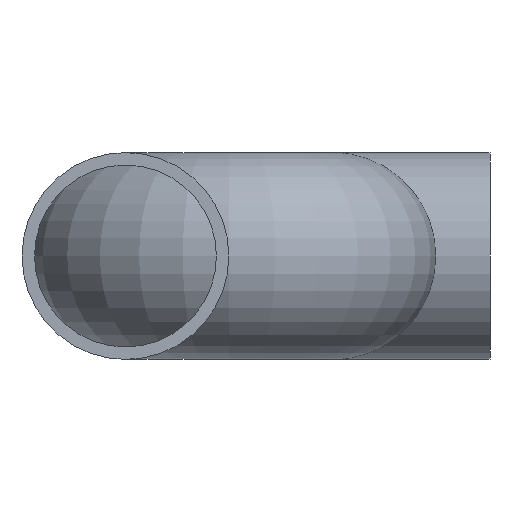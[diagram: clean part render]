
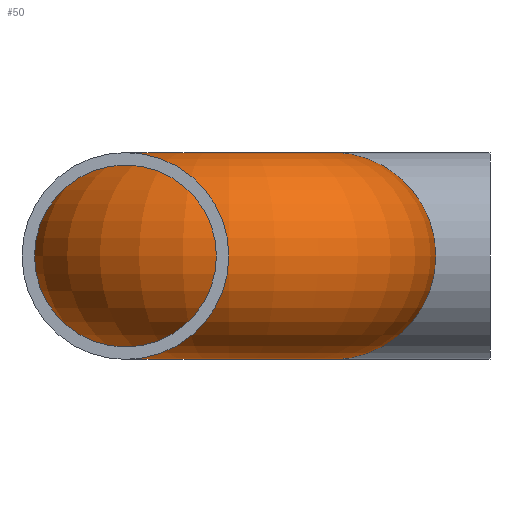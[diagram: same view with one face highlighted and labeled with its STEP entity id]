
A CAD part, front view. The second image highlights one B-rep face of the part: STEP entity #50.
In plain terms, the highlighted toroidal (fillet/blend) face has major radius 31.5 mm and minor radius 31.5 mm.
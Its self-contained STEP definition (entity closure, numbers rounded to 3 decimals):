
#2 = EDGE_LOOP ( 'NONE', ( #84, #441, #412, #347, #405, #188 ) ) ;
#8 = DIRECTION ( 'NONE',  ( 0., 0., 1. ) ) ;
#27 = CARTESIAN_POINT ( 'NONE',  ( 31.5, 79.5, 0. ) ) ;
#34 = EDGE_CURVE ( 'NONE', #338, #156, #173, .T. ) ;
#44 = AXIS2_PLACEMENT_3D ( 'NONE', #200, #352, #278 ) ;
#45 = AXIS2_PLACEMENT_3D ( 'NONE', #183, #334, #478 ) ;
#50 = ADVANCED_FACE ( 'NONE', ( #275 ), #258, .T. ) ;
#57 = DIRECTION ( 'NONE',  ( 0., 1., 0. ) ) ;
#65 = CARTESIAN_POINT ( 'NONE',  ( 31.5, 111., 0. ) ) ;
#68 = VERTEX_POINT ( 'NONE', #239 ) ;
#71 = CIRCLE ( 'NONE', #348, 31.5 ) ;
#84 = ORIENTED_EDGE ( 'NONE', *, *, #236, .F. ) ;
#95 = CARTESIAN_POINT ( 'NONE',  ( 0., 79.5, 0. ) ) ;
#98 = DIRECTION ( 'NONE',  ( 1., 0., 0. ) ) ;
#103 = AXIS2_PLACEMENT_3D ( 'NONE', #394, #57, #209 ) ;
#112 = VERTEX_POINT ( 'NONE', #391 ) ;
#123 = AXIS2_PLACEMENT_3D ( 'NONE', #429, #98, #246 ) ;
#144 = EDGE_CURVE ( 'NONE', #156, #112, #314, .T. ) ;
#145 = CIRCLE ( 'NONE', #414, 31.5 ) ;
#156 = VERTEX_POINT ( 'NONE', #175 ) ;
#173 = CIRCLE ( 'NONE', #384, 31.5 ) ;
#175 = CARTESIAN_POINT ( 'NONE',  ( 0., 79.5, -31.5 ) ) ;
#183 = CARTESIAN_POINT ( 'NONE',  ( 31.5, 111., 0. ) ) ;
#188 = ORIENTED_EDGE ( 'NONE', *, *, #380, .F. ) ;
#199 = CARTESIAN_POINT ( 'NONE',  ( 0., 79.5, 0. ) ) ;
#200 = CARTESIAN_POINT ( 'NONE',  ( 31.5, 79.5, 0. ) ) ;
#208 = EDGE_CURVE ( 'NONE', #112, #338, #145, .T. ) ;
#209 = DIRECTION ( 'NONE',  ( 0., 0., 1. ) ) ;
#216 = DIRECTION ( 'NONE',  ( 1., 0., 0. ) ) ;
#236 = EDGE_CURVE ( 'NONE', #338, #455, #332, .T. ) ;
#239 = CARTESIAN_POINT ( 'NONE',  ( 31.5, 111., 31.5 ) ) ;
#243 = DIRECTION ( 'NONE',  ( 0., 1., 0. ) ) ;
#246 = DIRECTION ( 'NONE',  ( 0., 0., 1. ) ) ;
#258 = TOROIDAL_SURFACE ( 'NONE', #44, 31.5, 31.5 ) ;
#260 = CIRCLE ( 'NONE', #45, 31.5 ) ;
#275 = FACE_OUTER_BOUND ( 'NONE', #2, .T. ) ;
#278 = DIRECTION ( 'NONE',  ( -1., 0., 0. ) ) ;
#314 = CIRCLE ( 'NONE', #103, 31.5 ) ;
#330 = EDGE_CURVE ( 'NONE', #68, #338, #71, .T. ) ;
#332 = CIRCLE ( 'NONE', #123, 31.5 ) ;
#334 = DIRECTION ( 'NONE',  ( 1., 0., 0. ) ) ;
#338 = VERTEX_POINT ( 'NONE', #27 ) ;
#347 = ORIENTED_EDGE ( 'NONE', *, *, #208, .T. ) ;
#348 = AXIS2_PLACEMENT_3D ( 'NONE', #65, #216, #368 ) ;
#351 = DIRECTION ( 'NONE',  ( 0., 1., 0. ) ) ;
#352 = DIRECTION ( 'NONE',  ( 0., 0., -1. ) ) ;
#368 = DIRECTION ( 'NONE',  ( 0., 0., 1. ) ) ;
#380 = EDGE_CURVE ( 'NONE', #455, #68, #260, .T. ) ;
#384 = AXIS2_PLACEMENT_3D ( 'NONE', #199, #351, #8 ) ;
#391 = CARTESIAN_POINT ( 'NONE',  ( 0., 79.5, 31.5 ) ) ;
#392 = DIRECTION ( 'NONE',  ( 0., 0., 1. ) ) ;
#394 = CARTESIAN_POINT ( 'NONE',  ( 0., 79.5, 0. ) ) ;
#405 = ORIENTED_EDGE ( 'NONE', *, *, #330, .F. ) ;
#412 = ORIENTED_EDGE ( 'NONE', *, *, #144, .T. ) ;
#414 = AXIS2_PLACEMENT_3D ( 'NONE', #95, #243, #392 ) ;
#429 = CARTESIAN_POINT ( 'NONE',  ( 31.5, 111., 0. ) ) ;
#441 = ORIENTED_EDGE ( 'NONE', *, *, #34, .T. ) ;
#446 = CARTESIAN_POINT ( 'NONE',  ( 31.5, 111., -31.5 ) ) ;
#455 = VERTEX_POINT ( 'NONE', #446 ) ;
#478 = DIRECTION ( 'NONE',  ( 0., 0., 1. ) ) ;
